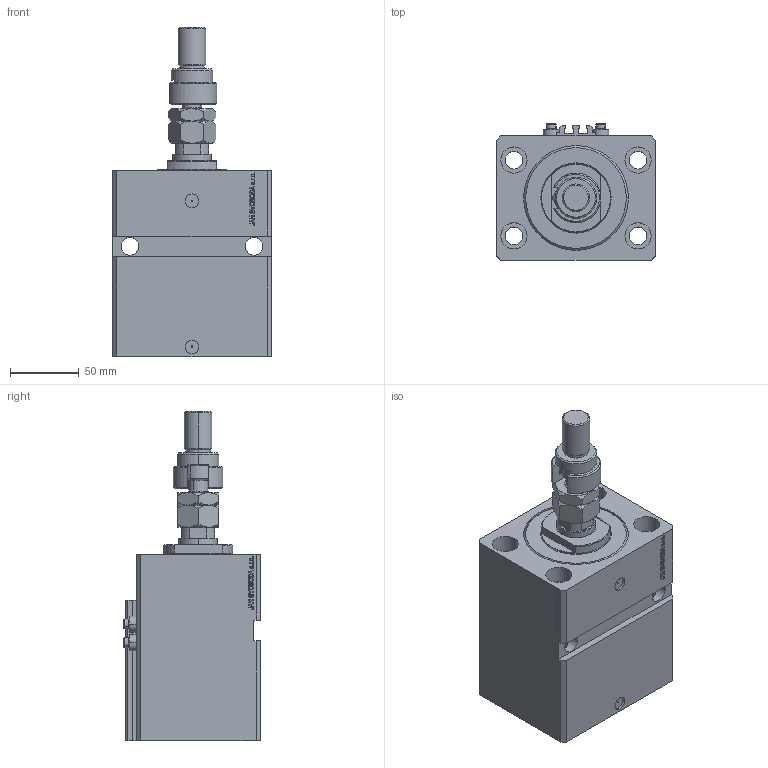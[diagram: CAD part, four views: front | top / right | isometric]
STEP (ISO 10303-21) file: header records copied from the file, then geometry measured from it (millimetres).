
FILE_DESCRIPTION (( 'STEP AP203' ), '1' );
FILE_NAME ('2a38.STEP', '2022-04-09T18:15:57', ( '' ), ( '' ), 'SwSTEP 2.0', 'SolidWorks 2019', '' );
FILE_SCHEMA (( 'CONFIG_CONTROL_DESIGN' ));
Length unit declared in the file: millimetre
Products named in the file (8): FEMALE_PART_FOR_DFA efa0f4f8c6b1cbb18d91bdee3a364e8c; V250CE_VC_E efa0f4f8c6b1cbb18d91bdee3a364e8c; V250CE_E_Body efa0f4f8c6b1cbb18d91bdee3a364e8c; 2a38; ALLEN BOLT V250CE efa0f4f8c6b1cbb18d91bdee3a364e8c; MFA efa0f4f8c6b1cbb18d91bdee3a364e8c; V250CE_C_VCP efa0f4f8c6b1cbb18d91bdee3a364e8c; DFA efa0f4f8c6b1cbb18d91bdee3a364e8c
Assembly tree (10 placements, depth 3):
  2a38
    V250CE_E_Body efa0f4f8c6b1cbb18d91bdee3a364e8c
    ALLEN BOLT V250CE efa0f4f8c6b1cbb18d91bdee3a364e8c  x4
    V250CE_C_VCP efa0f4f8c6b1cbb18d91bdee3a364e8c
    V250CE_VC_E efa0f4f8c6b1cbb18d91bdee3a364e8c
    DFA efa0f4f8c6b1cbb18d91bdee3a364e8c
      FEMALE_PART_FOR_DFA efa0f4f8c6b1cbb18d91bdee3a364e8c
      MFA efa0f4f8c6b1cbb18d91bdee3a364e8c
Bounding box: 115 x 99 x 238.9 mm (x, y, z)
Volume: 1226214.1 mm3; surface area: 198324.2 mm2
Topology: 10 solids, 10 shells, 1192 faces, 2960 edges, 1911 vertices
Faces by surface type: plane 571, bspline 368, cylinder 139, cone 96, torus 18
Entity records: 51529 total; most frequent: CARTESIAN_POINT 26326, ORIENTED_EDGE 5610, DIRECTION 3785, EDGE_CURVE 2805, VERTEX_POINT 1827, VECTOR 1669, LINE 1669, EDGE_LOOP 1258
